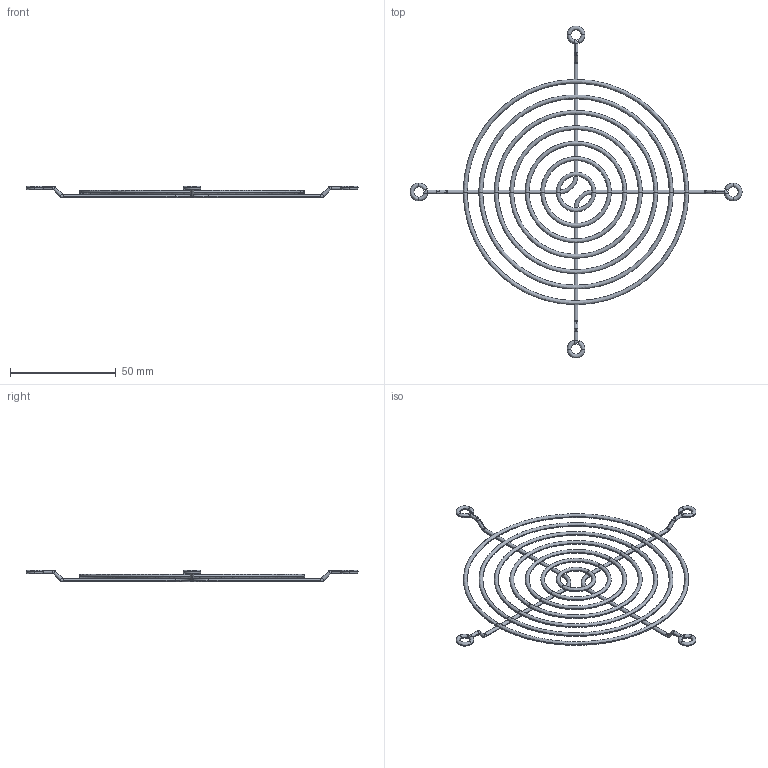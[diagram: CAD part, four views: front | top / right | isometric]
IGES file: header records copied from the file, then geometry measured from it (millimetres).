
Global section: file name: PY120-7H.mc9; native system: MASTERCAM; preprocessor: 1; date: 200614.180950; units: millimetre
Bounding box: 156.89 x 156.89 x 5.66 mm (x, y, z)
Surface area: 9607.2 mm2 (no closed solid volume)
Topology: 0 solids, 0 shells, 108 faces, 576 edges, 576 vertices
Faces by surface type: bspline 108
